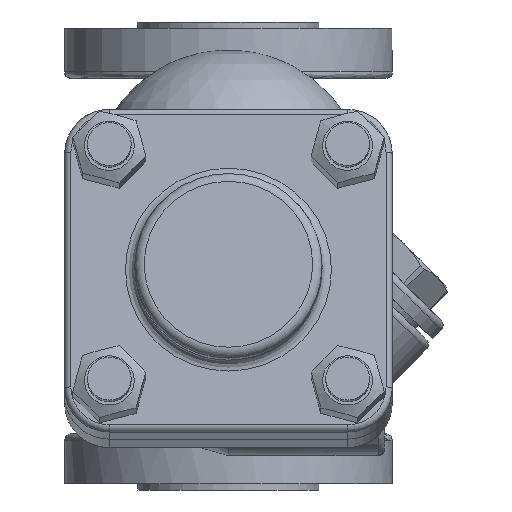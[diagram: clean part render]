
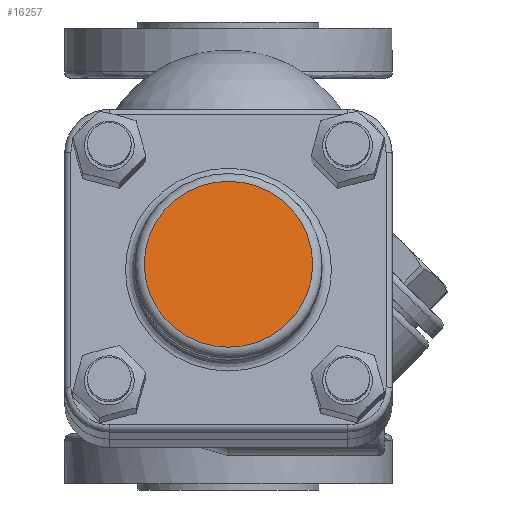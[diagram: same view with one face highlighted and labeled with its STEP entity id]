
A CAD part, left-side view. The second image highlights one B-rep face of the part: STEP entity #16257.
In plain terms, the highlighted planar face has unit normal (-0.985, 0, 0.174).
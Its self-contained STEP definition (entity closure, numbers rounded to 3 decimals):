
#16241=CARTESIAN_POINT('',(-177.719,0.,-23.641));
#16242=DIRECTION('',(0.985,0.,-0.174));
#16243=DIRECTION('',(-0.174,0.0,-0.985));
#16244=AXIS2_PLACEMENT_3D('',#16241,#16242,#16243);
#16245=PLANE('',#16244);
#16246=CARTESIAN_POINT('',(-173.03,0.,2.948));
#16247=VERTEX_POINT('',#16246);
#16248=CARTESIAN_POINT('',(-177.719,0.,-23.641));
#16249=DIRECTION('',(0.985,0.,-0.174));
#16250=DIRECTION('',(-0.174,0.,-0.985));
#16251=AXIS2_PLACEMENT_3D('',#16248,#16249,#16250);
#16252=CIRCLE('',#16251,27.);
#16253=EDGE_CURVE('',#16247,#16247,#16252,.T.);
#16254=ORIENTED_EDGE('',*,*,#16253,.F.);
#16255=EDGE_LOOP('',(#16254));
#16256=FACE_OUTER_BOUND('',#16255,.T.);
#16257=ADVANCED_FACE('',(#16256),#16245,.F.);
